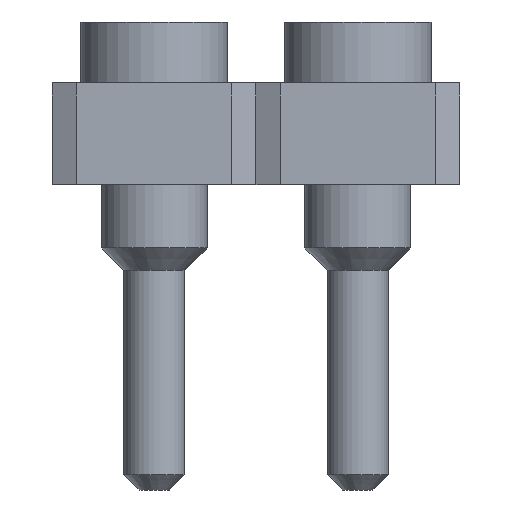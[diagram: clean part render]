
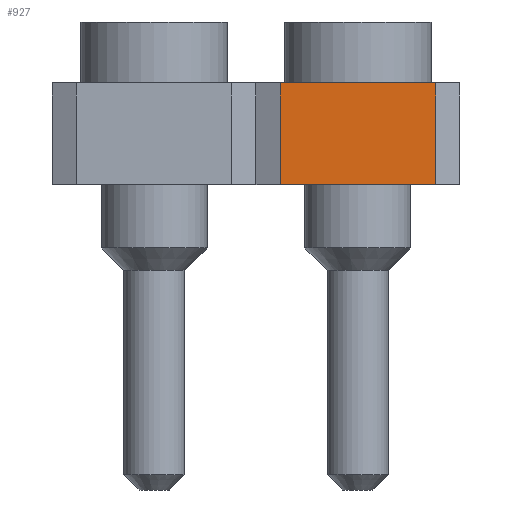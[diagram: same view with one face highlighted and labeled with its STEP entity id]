
A CAD part, left-side view. The second image highlights one B-rep face of the part: STEP entity #927.
In plain terms, the highlighted planar face has unit normal (-1, 0, 0).
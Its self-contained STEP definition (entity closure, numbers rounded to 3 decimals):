
#927=ADVANCED_FACE('',(#2113),#2115,.T.);
#2113=FACE_BOUND('',#2114,.T.);
#2114=EDGE_LOOP('',(#3167,#3168,#3169,#3170));
#2115=PLANE('',#2116);
#2116=AXIS2_PLACEMENT_3D('',#2117,#2118,#2119);
#2117=CARTESIAN_POINT('',(-1.385,0.97,1.07));
#2118=DIRECTION('',(-1.,0.,0.));
#2119=DIRECTION('',(0.,-1.,0.));
#3167=ORIENTED_EDGE('',*,*,#3486,.T.);
#3168=ORIENTED_EDGE('',*,*,#3701,.T.);
#3169=ORIENTED_EDGE('',*,*,#3578,.F.);
#3170=ORIENTED_EDGE('',*,*,#3702,.F.);
#3486=EDGE_CURVE('',#3884,#3882,#3885,.T.);
#3578=EDGE_CURVE('',#4061,#4063,#4064,.T.);
#3701=EDGE_CURVE('',#3882,#4063,#4266,.T.);
#3702=EDGE_CURVE('',#3884,#4061,#4267,.T.);
#3882=VERTEX_POINT('',#4589);
#3884=VERTEX_POINT('',#4593);
#3885=LINE('',#4594,#4595);
#4061=VERTEX_POINT('',#4986);
#4063=VERTEX_POINT('',#4990);
#4064=LINE('',#4991,#4992);
#4266=LINE('',#5470,#5471);
#4267=LINE('',#5473,#5474);
#4589=CARTESIAN_POINT('',(-1.385,-0.97,1.07));
#4593=CARTESIAN_POINT('',(-1.385,0.97,1.07));
#4594=CARTESIAN_POINT('',(-1.385,0.97,1.07));
#4595=VECTOR('',#4596,1.);
#4596=DIRECTION('',(0.,-1.,0.));
#4986=CARTESIAN_POINT('',(-1.385,0.97,2.34));
#4990=CARTESIAN_POINT('',(-1.385,-0.97,2.34));
#4991=CARTESIAN_POINT('',(-1.385,0.97,2.34));
#4992=VECTOR('',#4993,1.);
#4993=DIRECTION('',(0.,-1.,0.));
#5470=CARTESIAN_POINT('',(-1.385,-0.97,1.07));
#5471=VECTOR('',#5472,1.);
#5472=DIRECTION('',(0.,0.,1.));
#5473=CARTESIAN_POINT('',(-1.385,0.97,1.07));
#5474=VECTOR('',#5475,1.);
#5475=DIRECTION('',(0.,0.,1.));
